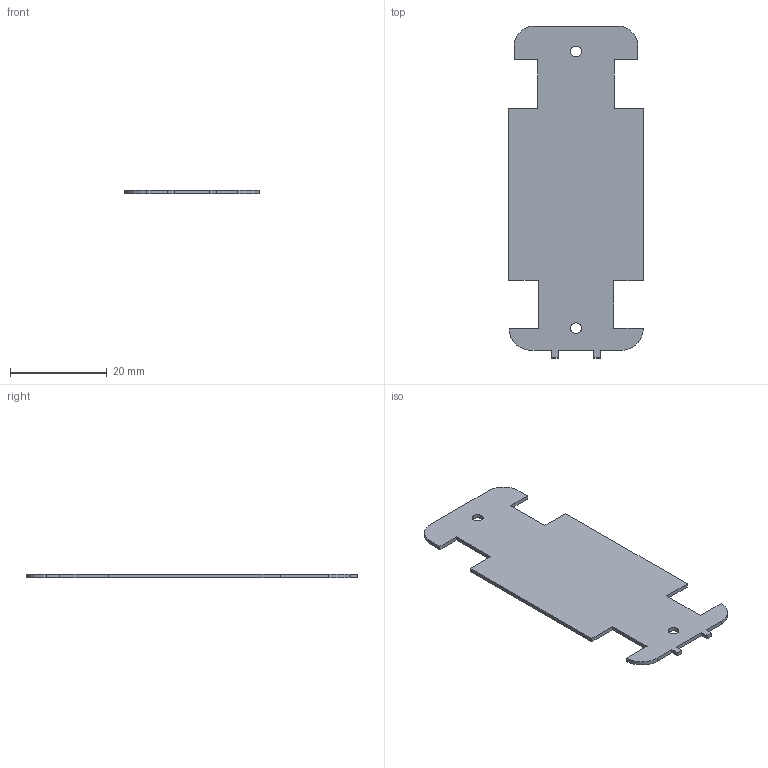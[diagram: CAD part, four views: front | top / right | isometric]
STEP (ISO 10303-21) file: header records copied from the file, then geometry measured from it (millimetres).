
FILE_DESCRIPTION(('KiCad electronic assembly'),'2;1');
FILE_NAME('Audi_TT.step','2024-08-12T18:23:33',('Pcbnew'),('Kicad'), 'Open CASCADE STEP processor 7.7','KiCad to STEP converter','Unknown' );
FILE_SCHEMA(('AUTOMOTIVE_DESIGN { 1 0 10303 214 1 1 1 1 }'));
Length unit declared in the file: millimetre
Products named in the file (2): Audi_TT 1; Audi_TT_PCB
Assembly tree (1 placements, depth 2):
  Audi_TT 1
    Audi_TT_PCB
Bounding box: 27.8 x 68.6 x 0.8 mm (x, y, z)
Volume: 1268.6 mm3; surface area: 3368.4 mm2
Topology: 1 solids, 1 shells, 34 faces, 96 edges, 64 vertices
Faces by surface type: plane 28, cylinder 6
Full cylindrical faces by diameter (mm): 2.2 x2
Entity records: 1137 total; most frequent: CARTESIAN_POINT 196, ORIENTED_EDGE 192, DIRECTION 180, EDGE_CURVE 96, LINE 84, VECTOR 84, VERTEX_POINT 64, AXIS2_PLACEMENT_3D 48
